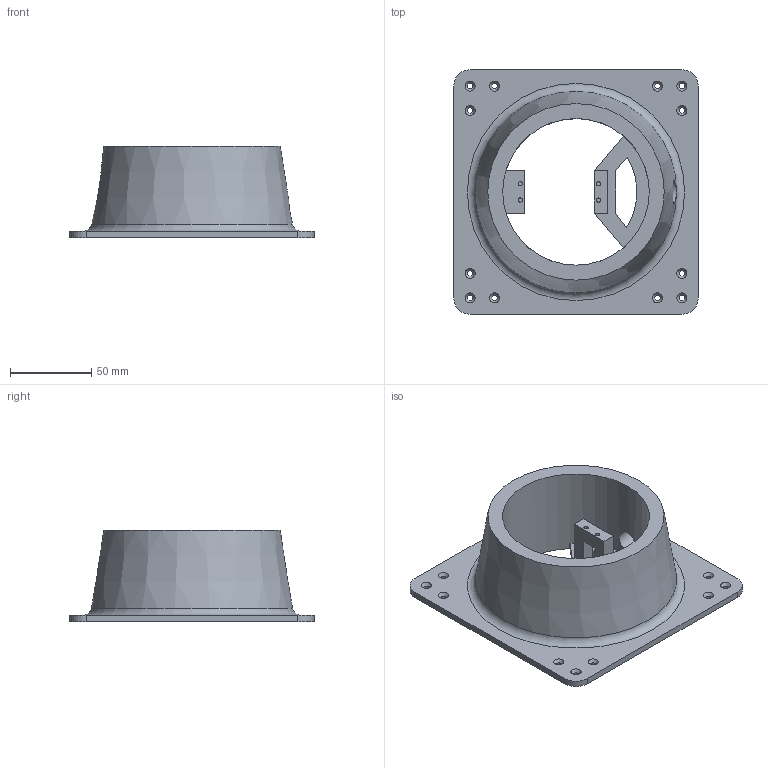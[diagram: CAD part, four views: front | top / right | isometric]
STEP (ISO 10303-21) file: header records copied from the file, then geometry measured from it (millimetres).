
FILE_DESCRIPTION(/* description */ (''),/* implementation_level */ '2;1');
FILE_NAME(/* name */ 'Base.step',/* time_stamp */ '2021-02-16T22:49:56+01:00',/* author */ (''),/* organization */ (''),/* preprocessor_version */ 'ST-DEVELOPER v18.1',/* originating_system */ 'Autodesk Translation Framework v9.7.1.1290',/* authorisation */ '');
FILE_SCHEMA (('AUTOMOTIVE_DESIGN { 1 0 10303 214 3 1 1 }'));
Length unit declared in the file: millimetre
Products named in the file (1): Base
Bounding box: 150 x 150 x 56 mm (x, y, z)
Volume: 306056.8 mm3; surface area: 73090.3 mm2
Topology: 1 solids, 1 shells, 69 faces, 178 edges, 114 vertices
Faces by surface type: plane 31, cylinder 24, cone 13, torus 1
Full cylindrical faces by diameter (mm): 2.6 x4, 3.4 x12, 14 x1, 90 x1
Entity records: 2263 total; most frequent: CARTESIAN_POINT 436, DIRECTION 377, ORIENTED_EDGE 356, EDGE_CURVE 178, AXIS2_PLACEMENT_3D 136, VERTEX_POINT 114, LINE 105, VECTOR 105
